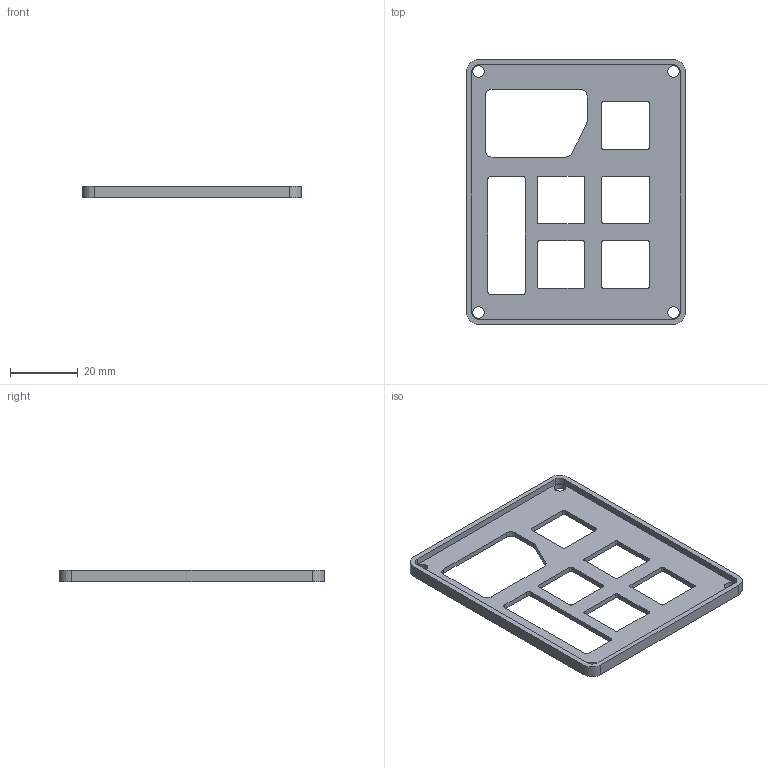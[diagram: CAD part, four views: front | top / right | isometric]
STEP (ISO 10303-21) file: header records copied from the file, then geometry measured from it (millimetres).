
FILE_DESCRIPTION(/* description */ (''),/* implementation_level */ '2;1');
FILE_NAME(/* name */ 'Cover.step',/* time_stamp */ '2026-02-02T02:58:48-05:00',/* author */ (''),/* organization */ (''),/* preprocessor_version */ 'ST-DEVELOPER v20.1',/* originating_system */ 'Autodesk Translation Framework v14.21.0.0',/* authorisation */ '');
FILE_SCHEMA (('AUTOMOTIVE_DESIGN { 1 0 10303 214 3 1 1 }'));
Length unit declared in the file: millimetre
Products named in the file (1): 2026-02-01-16-46-46-252
Bounding box: 64.5 x 78 x 3.5 mm (x, y, z)
Volume: 5396.6 mm3; surface area: 8367 mm2
Topology: 1 solids, 1 shells, 81 faces, 234 edges, 156 vertices
Faces by surface type: cylinder 41, plane 40
Full cylindrical faces by diameter (mm): 3.4 x4
Entity records: 2767 total; most frequent: DIRECTION 480, CARTESIAN_POINT 472, ORIENTED_EDGE 468, EDGE_CURVE 234, AXIS2_PLACEMENT_3D 164, VERTEX_POINT 156, LINE 152, VECTOR 152
